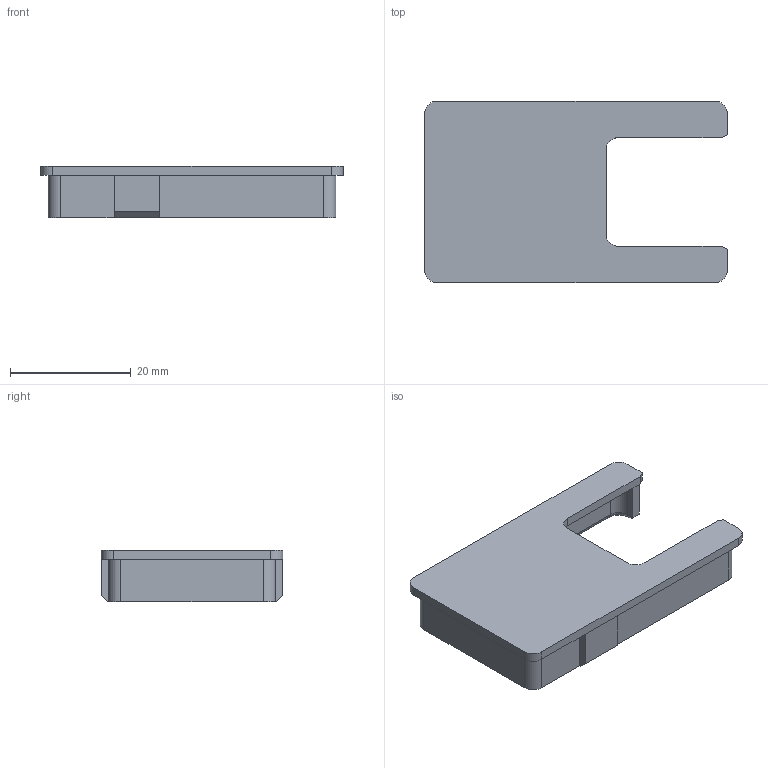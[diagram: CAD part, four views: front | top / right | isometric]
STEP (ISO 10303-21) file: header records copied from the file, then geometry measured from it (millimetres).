
FILE_DESCRIPTION(('FreeCAD Model'),'2;1');
FILE_NAME('Open CASCADE Shape Model','2025-05-05T18:31:42',(''),(''), 'Open CASCADE STEP processor 7.8','FreeCAD','Unknown');
FILE_SCHEMA(('AUTOMOTIVE_DESIGN { 1 0 10303 214 1 1 1 1 }'));
Length unit declared in the file: millimetre
Products named in the file (1): I2cTerminalEnclosureLid
Bounding box: 50 x 30 x 8.5 mm (x, y, z)
Volume: 3125.8 mm3; surface area: 4278.9 mm2
Topology: 1 solids, 1 shells, 63 faces, 165 edges, 104 vertices
Faces by surface type: plane 40, cylinder 19, torus 4
Entity records: 1939 total; most frequent: DIRECTION 335, CARTESIAN_POINT 333, ORIENTED_EDGE 330, EDGE_CURVE 165, LINE 123, VECTOR 123, AXIS2_PLACEMENT_3D 106, VERTEX_POINT 104
